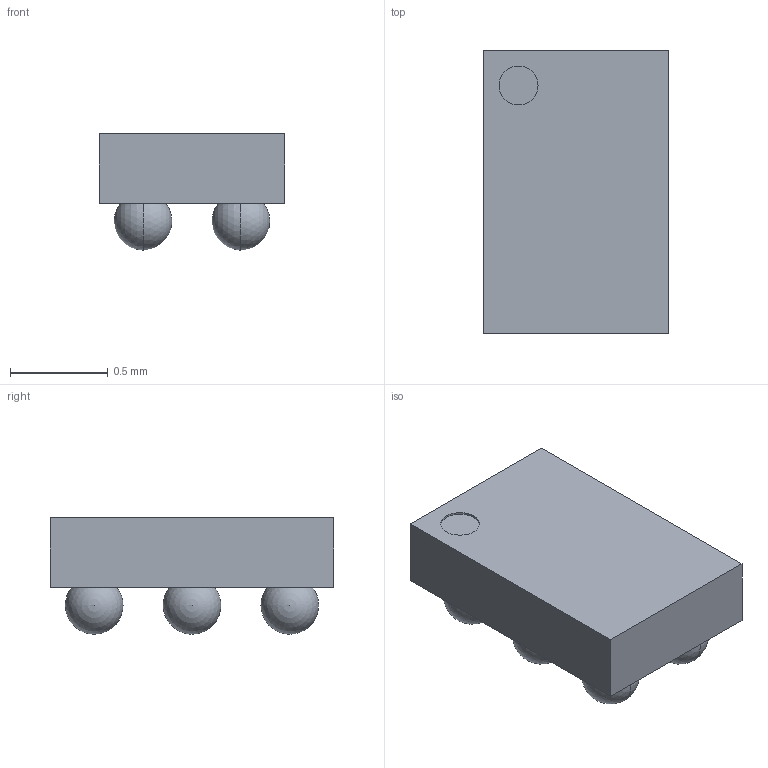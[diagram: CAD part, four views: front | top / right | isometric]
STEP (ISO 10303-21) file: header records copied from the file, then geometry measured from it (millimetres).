
FILE_DESCRIPTION (( 'STEP AP214' ), '1' );
FILE_NAME ('ANALOG_CB-6-2_BGA-6_2x3_1.0x1.45mm.STEP', '2023-07-20T12:20:51', ( '' ), ( '' ), 'SwSTEP 2.0', 'SolidWorks 2023', '' );
FILE_SCHEMA (( 'AUTOMOTIVE_DESIGN' ));
Length unit declared in the file: millimetre
Products named in the file (1): ANALOG_CB-6-2_BGA-6_2x3_1.0x1.45mm
Bounding box: 0.95 x 1.45 x 0.59 mm (x, y, z)
Volume: 0.6 mm3; surface area: 5.6 mm2
Topology: 1 solids, 1 shells, 21 faces, 72 edges, 48 vertices
Faces by surface type: sphere 12, plane 7, cylinder 2
Entity records: 595 total; most frequent: DIRECTION 114, CARTESIAN_POINT 94, ORIENTED_EDGE 84, AXIS2_PLACEMENT_3D 50, EDGE_CURVE 42, VERTEX_POINT 30, CIRCLE 28, EDGE_LOOP 28
